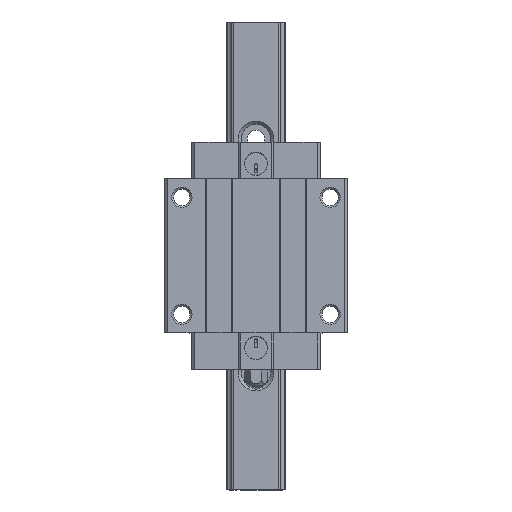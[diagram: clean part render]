
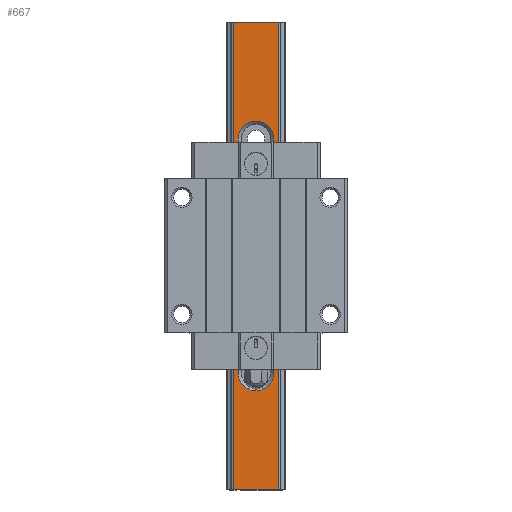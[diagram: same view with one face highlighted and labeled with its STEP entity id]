
A CAD part, top view. The second image highlights one B-rep face of the part: STEP entity #667.
In plain terms, the highlighted planar face has unit normal (0, 0, 1).
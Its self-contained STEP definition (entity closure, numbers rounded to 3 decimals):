
#667 = ADVANCED_FACE( '', ( #1438, #1439, #1440 ), #1441, .T. );
#1438 = FACE_OUTER_BOUND( '', #2319, .T. );
#1439 = FACE_BOUND( '', #2320, .T. );
#1440 = FACE_BOUND( '', #2321, .T. );
#1441 = PLANE( '', #2322 );
#2319 = EDGE_LOOP( '', ( #4030, #4031, #4032, #4033 ) );
#2320 = EDGE_LOOP( '', ( #4034 ) );
#2321 = EDGE_LOOP( '', ( #4035 ) );
#2322 = AXIS2_PLACEMENT_3D( '', #4036, #4037, #4038 );
#4030 = ORIENTED_EDGE( '', *, *, #5164, .T. );
#4031 = ORIENTED_EDGE( '', *, *, #5621, .F. );
#4032 = ORIENTED_EDGE( '', *, *, #5622, .F. );
#4033 = ORIENTED_EDGE( '', *, *, #5142, .T. );
#4034 = ORIENTED_EDGE( '', *, *, #5400, .T. );
#4035 = ORIENTED_EDGE( '', *, *, #5623, .T. );
#4036 = CARTESIAN_POINT( '', ( 5.895, 60., 13. ) );
#4037 = DIRECTION( '', ( 0., 0., 1. ) );
#4038 = DIRECTION( '', ( 1., 0., 0. ) );
#5142 = EDGE_CURVE( '', #6176, #6174, #6177, .T. );
#5164 = EDGE_CURVE( '', #6174, #6211, #6213, .T. );
#5400 = EDGE_CURVE( '', #6591, #6591, #6592, .T. );
#5621 = EDGE_CURVE( '', #6904, #6211, #6905, .T. );
#5622 = EDGE_CURVE( '', #6176, #6904, #6906, .T. );
#5623 = EDGE_CURVE( '', #6907, #6907, #6908, .T. );
#6174 = VERTEX_POINT( '', #7603 );
#6176 = VERTEX_POINT( '', #7605 );
#6177 = LINE( '', #7606, #7607 );
#6211 = VERTEX_POINT( '', #7647 );
#6213 = LINE( '', #7649, #7650 );
#6591 = VERTEX_POINT( '', #8147 );
#6592 = CIRCLE( '', #8148, 4.55 );
#6904 = VERTEX_POINT( '', #8558 );
#6905 = LINE( '', #8559, #8560 );
#6906 = LINE( '', #8561, #8562 );
#6907 = VERTEX_POINT( '', #8563 );
#6908 = CIRCLE( '', #8564, 4.55 );
#7603 = CARTESIAN_POINT( '', ( -5.895, 60., 13. ) );
#7605 = CARTESIAN_POINT( '', ( 5.895, 60., 13. ) );
#7606 = CARTESIAN_POINT( '', ( 5.895, 60., 13. ) );
#7607 = VECTOR( '', #9139, 1000. );
#7647 = CARTESIAN_POINT( '', ( -5.895, -60., 13. ) );
#7649 = CARTESIAN_POINT( '', ( -5.895, 60., 13. ) );
#7650 = VECTOR( '', #9182, 1000. );
#8147 = CARTESIAN_POINT( '', ( 4.55, -30., 13. ) );
#8148 = AXIS2_PLACEMENT_3D( '', #9494, #9495, #9496 );
#8558 = CARTESIAN_POINT( '', ( 5.895, -60., 13. ) );
#8559 = CARTESIAN_POINT( '', ( 5.895, -60., 13. ) );
#8560 = VECTOR( '', #9763, 1000. );
#8561 = CARTESIAN_POINT( '', ( 5.895, 60., 13. ) );
#8562 = VECTOR( '', #9764, 1000. );
#8563 = CARTESIAN_POINT( '', ( 4.55, 30., 13. ) );
#8564 = AXIS2_PLACEMENT_3D( '', #9765, #9766, #9767 );
#9139 = DIRECTION( '', ( -1., 0., 0. ) );
#9182 = DIRECTION( '', ( 0., -1., 0. ) );
#9494 = CARTESIAN_POINT( '', ( 0., -30., 13. ) );
#9495 = DIRECTION( '', ( 0., 0., -1. ) );
#9496 = DIRECTION( '', ( 1., 0., 0. ) );
#9763 = DIRECTION( '', ( -1., 0., 0. ) );
#9764 = DIRECTION( '', ( 0., -1., 0. ) );
#9765 = CARTESIAN_POINT( '', ( 0., 30., 13. ) );
#9766 = DIRECTION( '', ( 0., 0., -1. ) );
#9767 = DIRECTION( '', ( 1., 0., 0. ) );
